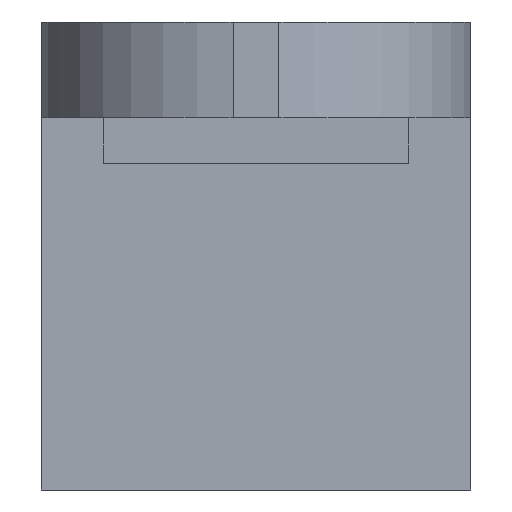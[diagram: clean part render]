
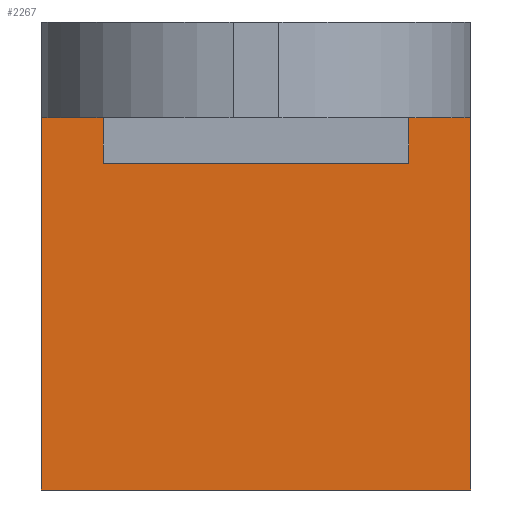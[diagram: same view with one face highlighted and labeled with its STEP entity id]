
A CAD part, left-side view. The second image highlights one B-rep face of the part: STEP entity #2267.
In plain terms, the highlighted planar face has unit normal (-1, 0, 0).
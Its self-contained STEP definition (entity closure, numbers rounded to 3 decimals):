
#115=PLANE('',#2453);
#226=FACE_OUTER_BOUND('',#384,.T.);
#384=EDGE_LOOP('',(#1925,#1926,#1927,#1928));
#459=LINE('',#3182,#707);
#493=LINE('',#3263,#741);
#501=LINE('',#3291,#749);
#617=LINE('',#3593,#865);
#707=VECTOR('',#2553,10.);
#741=VECTOR('',#2605,10.);
#749=VECTOR('',#2631,10.);
#865=VECTOR('',#2927,10.);
#1026=VERTEX_POINT('',#3179);
#1027=VERTEX_POINT('',#3181);
#1065=VERTEX_POINT('',#3261);
#1076=VERTEX_POINT('',#3289);
#1237=EDGE_CURVE('',#1026,#1027,#459,.T.);
#1278=EDGE_CURVE('',#1065,#1026,#493,.T.);
#1292=EDGE_CURVE('',#1076,#1065,#501,.T.);
#1440=EDGE_CURVE('',#1076,#1027,#617,.T.);
#1925=ORIENTED_EDGE('',*,*,#1292,.F.);
#1926=ORIENTED_EDGE('',*,*,#1440,.T.);
#1927=ORIENTED_EDGE('',*,*,#1237,.F.);
#1928=ORIENTED_EDGE('',*,*,#1278,.F.);
#2267=ADVANCED_FACE('',(#226),#115,.T.);
#2453=AXIS2_PLACEMENT_3D('',#3594,#2928,#2929);
#2553=DIRECTION('',(0.,1.,0.));
#2605=DIRECTION('',(0.,0.,-1.));
#2631=DIRECTION('',(0.,-1.,0.));
#2927=DIRECTION('',(0.,0.,-1.));
#2928=DIRECTION('center_axis',(-1.,0.,0.));
#2929=DIRECTION('ref_axis',(0.,1.,0.));
#3179=CARTESIAN_POINT('',(89.486,0.,-37.));
#3181=CARTESIAN_POINT('',(89.486,45.,-37.));
#3182=CARTESIAN_POINT('',(89.486,45.,-37.));
#3261=CARTESIAN_POINT('',(89.486,0.,2.));
#3263=CARTESIAN_POINT('',(89.486,0.,2.));
#3289=CARTESIAN_POINT('',(89.486,45.,2.));
#3291=CARTESIAN_POINT('',(89.486,11.25,2.));
#3593=CARTESIAN_POINT('',(89.486,45.,2.));
#3594=CARTESIAN_POINT('Origin',(89.486,0.,2.));
